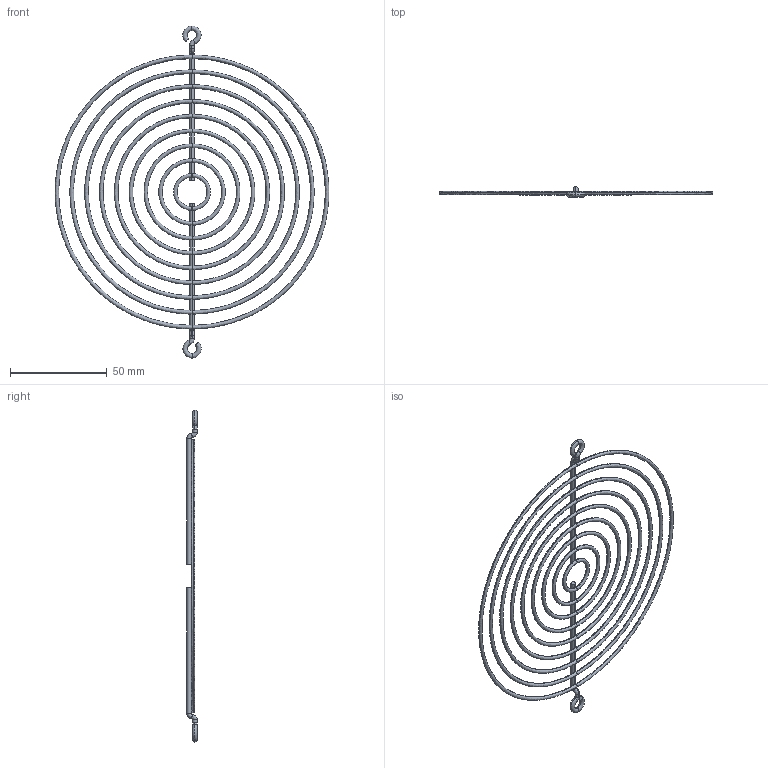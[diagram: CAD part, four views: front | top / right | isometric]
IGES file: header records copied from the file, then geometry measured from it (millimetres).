
Start section: SolidWorks IGES file using analytic representation for surfaces
Global section: file name: sc162_w3.IGS; native system: SolidWorks 2010; preprocessor: SolidWorks 2010; author: dineshd; date: 101026.205833; units: millimetre
Bounding box: 141.26 x 5.3 x 171.4 mm (x, y, z)
Surface area: 13895.2 mm2 (no closed solid volume)
Topology: 0 solids, 0 shells, 68 faces, 392 edges, 392 vertices
Faces by surface type: bspline 60, revolution 8
